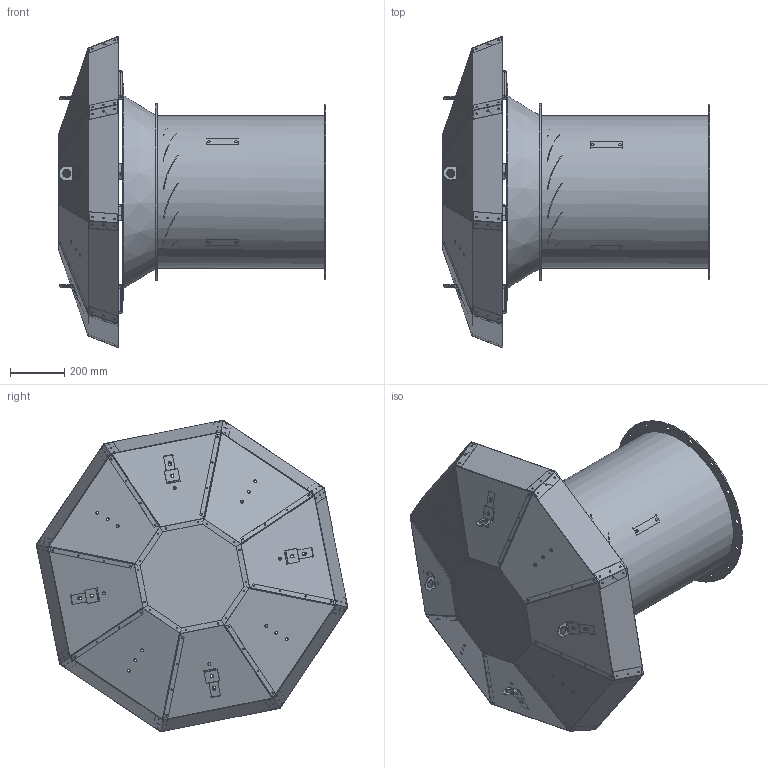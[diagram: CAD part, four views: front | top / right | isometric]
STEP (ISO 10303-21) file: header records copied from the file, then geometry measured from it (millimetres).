
FILE_DESCRIPTION(('STEP AP203'), '1');
FILE_NAME('薹恘 6,3', '', ('UNSPECIFIED'), ('UNSPECIFIED'), 'ASCON STEP Converter 1.3', 'ASCON Math Kernel', '');
FILE_SCHEMA(('CONFIG_CONTROL_DESIGN'));
Length unit declared in the file: millimetre
Bounding box: 986.2 x 1148.39 x 1148.39 mm (x, y, z)
Volume: 7552512.2 mm3; surface area: 7683461 mm2
Topology: 23 solids, 23 shells, 2089 faces, 5545 edges, 3445 vertices
Faces by surface type: plane 1002, cylinder 605, bspline 476, cone 6
Full cylindrical faces by diameter (mm): 5 x176, 9.3 x8, 11.3 x24, 30 x4, 42 x1, 50 x1, 55 x2, 60 x2, 564 x2, 650 x2, 714 x1, 800 x1
Entity records: 91235 total; most frequent: CARTESIAN_POINT 26096, ORIENTED_EDGE 10636, DIRECTION 8260, EDGE_CURVE 5318, VERTEX_POINT 3445, LINE 2860, VECTOR 2860, EDGE_LOOP 2859
